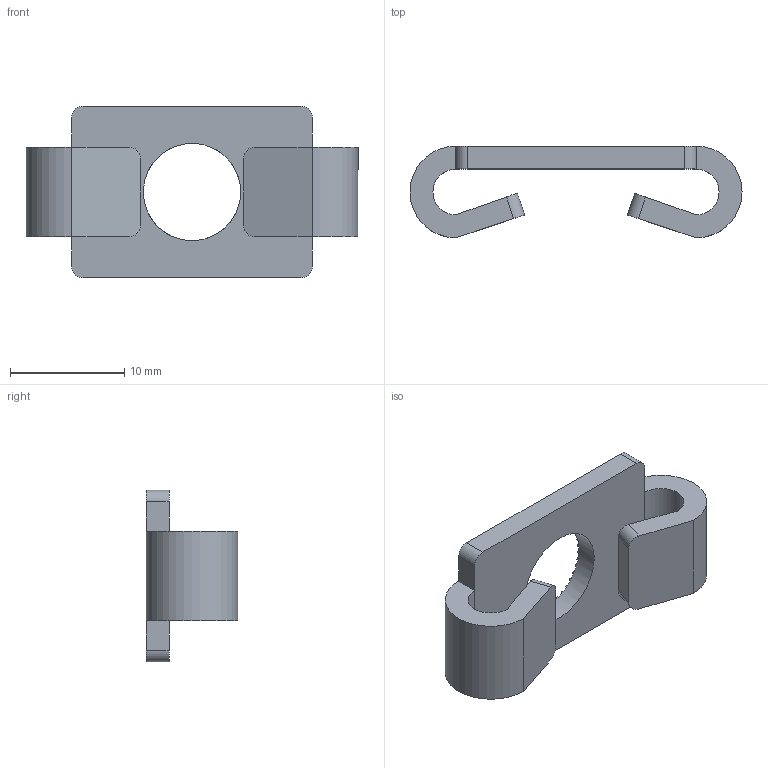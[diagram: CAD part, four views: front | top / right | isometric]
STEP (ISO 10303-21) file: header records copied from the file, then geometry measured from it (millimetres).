
FILE_DESCRIPTION((''),'2;1');
FILE_NAME('AR3618.stp','2016-11-03T15:28:25',('Konstruktor II'),(''),'Autodesk Inventor 2013','Autodesk Inventor 2013','');
FILE_SCHEMA(('AUTOMOTIVE_DESIGN { 1 0 10303 214 1 1 1 1 }'));
Length unit declared in the file: millimetre
Products named in the file (1): AR3618
Bounding box: 29 x 8 x 15 mm (x, y, z)
Volume: 984 mm3; surface area: 1329.3 mm2
Topology: 1 solids, 1 shells, 191 faces, 559 edges, 370 vertices
Faces by surface type: plane 178, cylinder 13
Full cylindrical faces by diameter (mm): 8.5 x1
Entity records: 6310 total; most frequent: CARTESIAN_POINT 1118, ORIENTED_EDGE 1114, DIRECTION 1046, EDGE_CURVE 557, VECTOR 452, LINE 452, VERTEX_POINT 369, AXIS2_PLACEMENT_3D 297
